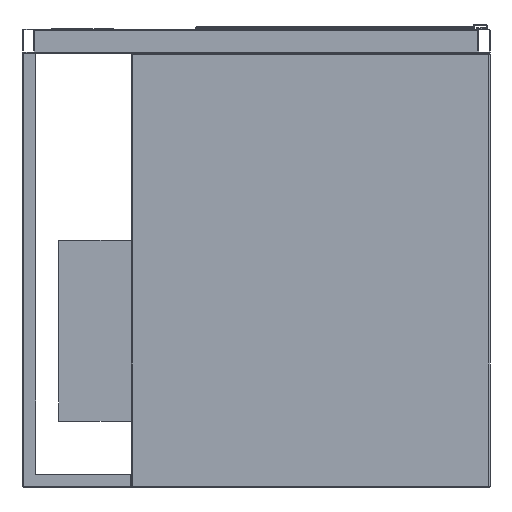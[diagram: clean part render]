
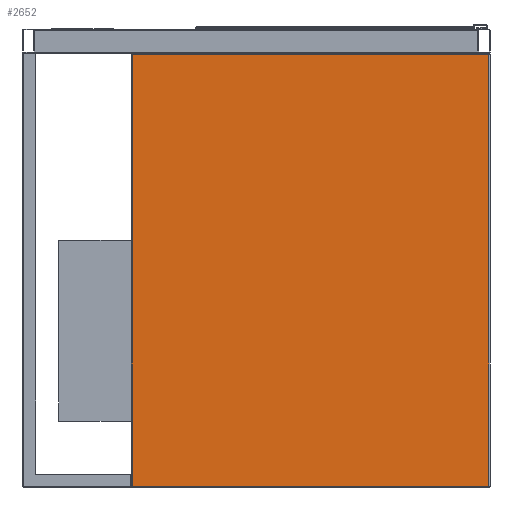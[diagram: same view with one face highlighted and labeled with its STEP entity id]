
A CAD part, front view. The second image highlights one B-rep face of the part: STEP entity #2652.
In plain terms, the highlighted planar face has unit normal (0, -1, 0).
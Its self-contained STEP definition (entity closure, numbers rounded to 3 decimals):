
#881 = ORIENTED_EDGE ( 'NONE', *, *, #13884, .T. ) ;
#1062 = DIRECTION ( 'NONE',  ( 0., 0., 1. ) ) ;
#2440 = VERTEX_POINT ( 'NONE', #5262 ) ;
#2615 = CARTESIAN_POINT ( 'NONE',  ( -295.5, -350., -760. ) ) ;
#2623 = VECTOR ( 'NONE', #14243, 1000. ) ;
#2652 = ADVANCED_FACE ( 'Fl�che8', ( #13866 ), #3098, .T. ) ;
#2962 = CARTESIAN_POINT ( 'NONE',  ( -295.5, -350., -758. ) ) ;
#3098 = PLANE ( 'NONE',  #8017 ) ;
#3178 = VECTOR ( 'NONE', #1062, 1000. ) ;
#3520 = VECTOR ( 'NONE', #7374, 1000. ) ;
#3533 = VERTEX_POINT ( 'NONE', #13114 ) ;
#3756 = ORIENTED_EDGE ( 'NONE', *, *, #6994, .T. ) ;
#4259 = CARTESIAN_POINT ( 'NONE',  ( -297.5, -350., -42. ) ) ;
#4411 = CARTESIAN_POINT ( 'NONE',  ( -297.5, -350., -760. ) ) ;
#5197 = ORIENTED_EDGE ( 'NONE', *, *, #9238, .T. ) ;
#5262 = CARTESIAN_POINT ( 'NONE',  ( 295.5, -350., -42. ) ) ;
#6994 = EDGE_CURVE ( 'NONE', #8085, #2440, #8063, .T. ) ;
#7293 = LINE ( 'NONE', #8704, #3520 ) ;
#7374 = DIRECTION ( 'NONE',  ( 1., 0., 0. ) ) ;
#7677 = EDGE_LOOP ( 'NONE', ( #13279, #881, #5197, #3756 ) ) ;
#8017 = AXIS2_PLACEMENT_3D ( 'NONE', #4411, #11375, #12778 ) ;
#8063 = LINE ( 'NONE', #12999, #3178 ) ;
#8085 = VERTEX_POINT ( 'NONE', #10012 ) ;
#8704 = CARTESIAN_POINT ( 'NONE',  ( -297.5, -350., -758. ) ) ;
#9238 = EDGE_CURVE ( 'NONE', #14836, #8085, #7293, .T. ) ;
#10012 = CARTESIAN_POINT ( 'NONE',  ( 295.5, -350., -758. ) ) ;
#10957 = LINE ( 'NONE', #2615, #2623 ) ;
#11375 = DIRECTION ( 'NONE',  ( 0., -1., 0. ) ) ;
#12107 = VECTOR ( 'NONE', #15131, 1000. ) ;
#12721 = LINE ( 'NONE', #4259, #12107 ) ;
#12778 = DIRECTION ( 'NONE',  ( 0., 0., -1. ) ) ;
#12999 = CARTESIAN_POINT ( 'NONE',  ( 295.5, -350., -760. ) ) ;
#13114 = CARTESIAN_POINT ( 'NONE',  ( -295.5, -350., -42. ) ) ;
#13279 = ORIENTED_EDGE ( 'NONE', *, *, #14886, .T. ) ;
#13866 = FACE_OUTER_BOUND ( 'NONE', #7677, .T. ) ;
#13884 = EDGE_CURVE ( 'NONE', #3533, #14836, #10957, .T. ) ;
#14243 = DIRECTION ( 'NONE',  ( 0., 0., -1. ) ) ;
#14836 = VERTEX_POINT ( 'NONE', #2962 ) ;
#14886 = EDGE_CURVE ( 'NONE', #2440, #3533, #12721, .T. ) ;
#15131 = DIRECTION ( 'NONE',  ( -1., 0., 0. ) ) ;
